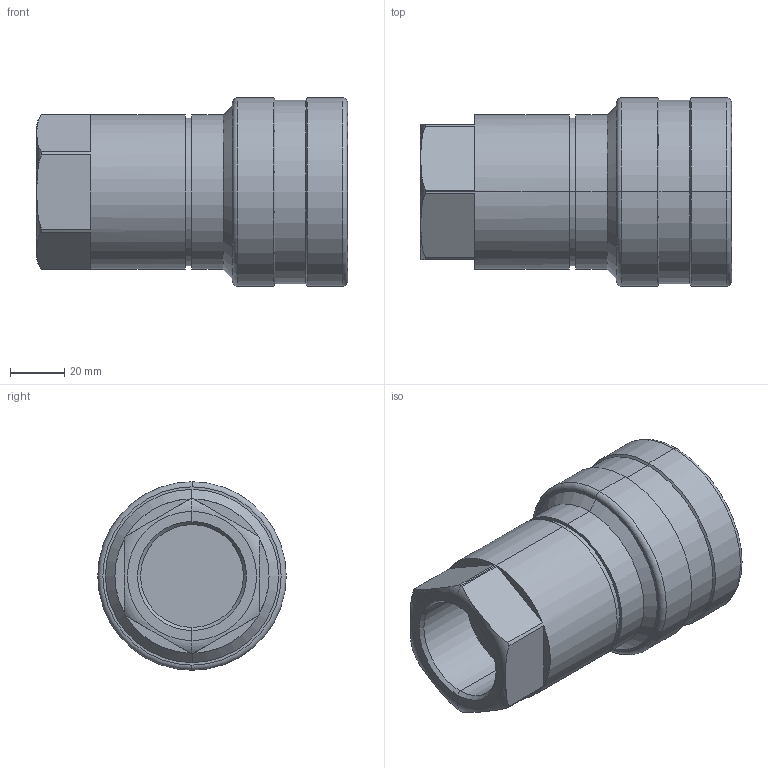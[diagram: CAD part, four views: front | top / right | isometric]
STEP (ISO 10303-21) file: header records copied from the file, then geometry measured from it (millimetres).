
FILE_DESCRIPTION (( 'STEP AP214' ), '1' );
FILE_NAME ('BA30.1106_IC_JV.STEP', '2016-10-11T14:48:16', ( '' ), ( '' ), 'SwSTEP 2.0', 'SolidWorks 2016', '' );
FILE_SCHEMA (( 'AUTOMOTIVE_DESIGN' ));
Length unit declared in the file: millimetre
Products named in the file (1): BA30.1106_IC_JV
Bounding box: 115.01 x 69.7 x 69.7 mm (x, y, z)
Volume: 231751.1 mm3; surface area: 40210.4 mm2
Topology: 1 solids, 1 shells, 81 faces, 172 edges, 100 vertices
Faces by surface type: cylinder 28, plane 21, torus 16, cone 16
Entity records: 2334 total; most frequent: CARTESIAN_POINT 488, DIRECTION 434, ORIENTED_EDGE 344, AXIS2_PLACEMENT_3D 186, EDGE_CURVE 172, CIRCLE 104, VERTEX_POINT 100, EDGE_LOOP 88
